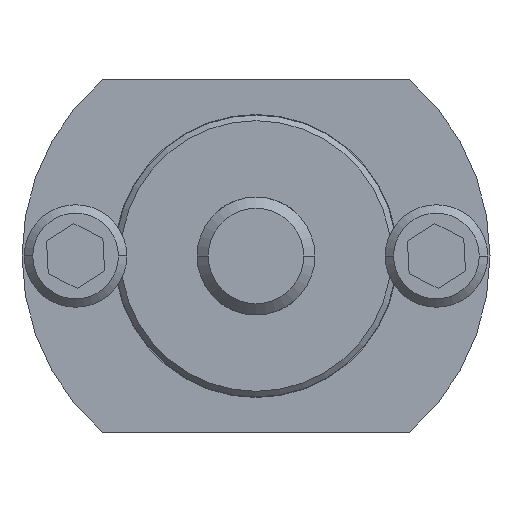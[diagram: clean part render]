
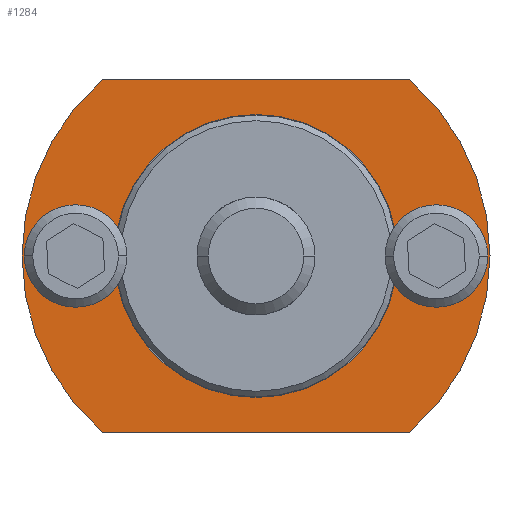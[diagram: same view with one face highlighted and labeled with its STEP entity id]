
A CAD part, front view. The second image highlights one B-rep face of the part: STEP entity #1284.
In plain terms, the highlighted planar face has unit normal (0, -1, 0).
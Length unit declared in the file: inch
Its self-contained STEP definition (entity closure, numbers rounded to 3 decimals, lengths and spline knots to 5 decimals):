
#1 = VERTEX_POINT ( 'NONE', #2766 ) ;
#19 = EDGE_CURVE ( 'NONE', #1839, #2371, #821, .T. ) ;
#21 = DIRECTION ( 'NONE',  ( -1., 0., 0. ) ) ;
#96 = DIRECTION ( 'NONE',  ( 0., 1., 0. ) ) ;
#103 = VERTEX_POINT ( 'NONE', #990 ) ;
#179 = CARTESIAN_POINT ( 'NONE',  ( 0.10141, 0., 0.31855 ) ) ;
#248 = ORIENTED_EDGE ( 'NONE', *, *, #2665, .F. ) ;
#287 = ORIENTED_EDGE ( 'NONE', *, *, #2787, .F. ) ;
#346 = DIRECTION ( 'NONE',  ( 0., 0., 1. ) ) ;
#369 = AXIS2_PLACEMENT_3D ( 'NONE', #1906, #941, #1448 ) ;
#400 = DIRECTION ( 'NONE',  ( 1., 0., 0. ) ) ;
#712 = DIRECTION ( 'NONE',  ( 0., 1., 0. ) ) ;
#786 = ORIENTED_EDGE ( 'NONE', *, *, #2682, .T. ) ;
#797 = CARTESIAN_POINT ( 'NONE',  ( -0.17167, 0., 0.63105 ) ) ;
#821 = CIRCLE ( 'NONE', #369, 0.251 ) ;
#873 = DIRECTION ( 'NONE',  ( 0., 1., 0. ) ) ;
#886 = DIRECTION ( 'NONE',  ( 0., 1., 0. ) ) ;
#941 = DIRECTION ( 'NONE',  ( 0., 1., 0. ) ) ;
#965 = DIRECTION ( 'NONE',  ( 0., 1., 0. ) ) ;
#986 = EDGE_CURVE ( 'NONE', #2371, #1839, #1529, .T. ) ;
#988 = CARTESIAN_POINT ( 'NONE',  ( 0.10141, 0., 0.31855 ) ) ;
#990 = CARTESIAN_POINT ( 'NONE',  ( 0.42141, 0., 0.2761 ) ) ;
#1020 = AXIS2_PLACEMENT_3D ( 'NONE', #1511, #96, #1752 ) ;
#1039 = CIRCLE ( 'NONE', #2580, 0.04245 ) ;
#1051 = FACE_OUTER_BOUND ( 'NONE', #2982, .T. ) ;
#1110 = CIRCLE ( 'NONE', #2412, 0.415 ) ;
#1135 = CARTESIAN_POINT ( 'NONE',  ( 0.10141, 0., 0.06755 ) ) ;
#1168 = EDGE_LOOP ( 'NONE', ( #2158, #2419 ) ) ;
#1221 = DIRECTION ( 'NONE',  ( 1., 0., 0. ) ) ;
#1284 = ADVANCED_FACE ( 'NONE', ( #1051, #3028, #2369, #1706 ), #2479, .F. ) ;
#1298 = CIRCLE ( 'NONE', #2034, 0.04245 ) ;
#1448 = DIRECTION ( 'NONE',  ( 1., 0., 0. ) ) ;
#1458 = ORIENTED_EDGE ( 'NONE', *, *, #2937, .F. ) ;
#1460 = VECTOR ( 'NONE', #21, 39.37008 ) ;
#1478 = VERTEX_POINT ( 'NONE', #2220 ) ;
#1486 = EDGE_CURVE ( 'NONE', #1, #2179, #1963, .T. ) ;
#1511 = CARTESIAN_POINT ( 'NONE',  ( 0.10141, 0., 0.31855 ) ) ;
#1529 = CIRCLE ( 'NONE', #2903, 0.251 ) ;
#1590 = CARTESIAN_POINT ( 'NONE',  ( -0.21859, 0., 0.2761 ) ) ;
#1706 = FACE_BOUND ( 'NONE', #1168, .T. ) ;
#1709 = VERTEX_POINT ( 'NONE', #2820 ) ;
#1726 = AXIS2_PLACEMENT_3D ( 'NONE', #2152, #712, #2379 ) ;
#1752 = DIRECTION ( 'NONE',  ( -1., 0., 0. ) ) ;
#1765 = EDGE_LOOP ( 'NONE', ( #2469, #2408 ) ) ;
#1779 = DIRECTION ( 'NONE',  ( 0., 1., 0. ) ) ;
#1835 = AXIS2_PLACEMENT_3D ( 'NONE', #2952, #1779, #346 ) ;
#1838 = DIRECTION ( 'NONE',  ( 0., 1., 0. ) ) ;
#1839 = VERTEX_POINT ( 'NONE', #2302 ) ;
#1841 = EDGE_LOOP ( 'NONE', ( #786, #2847 ) ) ;
#1843 = VERTEX_POINT ( 'NONE', #2081 ) ;
#1906 = CARTESIAN_POINT ( 'NONE',  ( 0.10141, 0., 0.31855 ) ) ;
#1931 = VERTEX_POINT ( 'NONE', #2100 ) ;
#1963 = LINE ( 'NONE', #797, #2507 ) ;
#2023 = ORIENTED_EDGE ( 'NONE', *, *, #1486, .F. ) ;
#2034 = AXIS2_PLACEMENT_3D ( 'NONE', #2386, #965, #2637 ) ;
#2081 = CARTESIAN_POINT ( 'NONE',  ( -0.17167, 0., 0.00605 ) ) ;
#2089 = CIRCLE ( 'NONE', #1726, 0.04245 ) ;
#2100 = CARTESIAN_POINT ( 'NONE',  ( 0.42141, 0., 0.361 ) ) ;
#2104 = CARTESIAN_POINT ( 'NONE',  ( 0.37448, 0., 0.63105 ) ) ;
#2138 = CIRCLE ( 'NONE', #3030, 0.04245 ) ;
#2152 = CARTESIAN_POINT ( 'NONE',  ( -0.21859, 0., 0.31855 ) ) ;
#2158 = ORIENTED_EDGE ( 'NONE', *, *, #986, .T. ) ;
#2179 = VERTEX_POINT ( 'NONE', #2104 ) ;
#2220 = CARTESIAN_POINT ( 'NONE',  ( -0.21859, 0., 0.361 ) ) ;
#2275 = VERTEX_POINT ( 'NONE', #1590 ) ;
#2297 = CARTESIAN_POINT ( 'NONE',  ( 0.42141, 0., 0.31855 ) ) ;
#2302 = CARTESIAN_POINT ( 'NONE',  ( 0.10141, 0., 0.56955 ) ) ;
#2317 = CARTESIAN_POINT ( 'NONE',  ( -0.21859, 0., 0.31855 ) ) ;
#2369 = FACE_BOUND ( 'NONE', #1841, .T. ) ;
#2371 = VERTEX_POINT ( 'NONE', #1135 ) ;
#2379 = DIRECTION ( 'NONE',  ( 0., 0., -1. ) ) ;
#2386 = CARTESIAN_POINT ( 'NONE',  ( 0.42141, 0., 0.31855 ) ) ;
#2408 = ORIENTED_EDGE ( 'NONE', *, *, #2463, .T. ) ;
#2412 = AXIS2_PLACEMENT_3D ( 'NONE', #179, #1838, #400 ) ;
#2419 = ORIENTED_EDGE ( 'NONE', *, *, #19, .T. ) ;
#2463 = EDGE_CURVE ( 'NONE', #1931, #103, #2138, .T. ) ;
#2469 = ORIENTED_EDGE ( 'NONE', *, *, #2858, .T. ) ;
#2471 = DIRECTION ( 'NONE',  ( 1., 0., 0. ) ) ;
#2479 = PLANE ( 'NONE',  #1835 ) ;
#2507 = VECTOR ( 'NONE', #2471, 39.37008 ) ;
#2552 = DIRECTION ( 'NONE',  ( 0., 0., -1. ) ) ;
#2564 = DIRECTION ( 'NONE',  ( 0., 0., -1. ) ) ;
#2580 = AXIS2_PLACEMENT_3D ( 'NONE', #2317, #886, #2564 ) ;
#2637 = DIRECTION ( 'NONE',  ( 0., 0., -1. ) ) ;
#2659 = DIRECTION ( 'NONE',  ( 0., 1., 0. ) ) ;
#2665 = EDGE_CURVE ( 'NONE', #1843, #1, #1110, .T. ) ;
#2682 = EDGE_CURVE ( 'NONE', #2275, #1478, #1039, .T. ) ;
#2754 = CIRCLE ( 'NONE', #1020, 0.415 ) ;
#2766 = CARTESIAN_POINT ( 'NONE',  ( -0.17167, 0., 0.63105 ) ) ;
#2787 = EDGE_CURVE ( 'NONE', #1709, #1843, #2875, .T. ) ;
#2807 = EDGE_CURVE ( 'NONE', #1478, #2275, #2089, .T. ) ;
#2820 = CARTESIAN_POINT ( 'NONE',  ( 0.37448, 0., 0.00605 ) ) ;
#2847 = ORIENTED_EDGE ( 'NONE', *, *, #2807, .T. ) ;
#2857 = CARTESIAN_POINT ( 'NONE',  ( 0.37448, 0., 0.00605 ) ) ;
#2858 = EDGE_CURVE ( 'NONE', #103, #1931, #1298, .T. ) ;
#2875 = LINE ( 'NONE', #2857, #1460 ) ;
#2903 = AXIS2_PLACEMENT_3D ( 'NONE', #988, #2659, #1221 ) ;
#2937 = EDGE_CURVE ( 'NONE', #2179, #1709, #2754, .T. ) ;
#2952 = CARTESIAN_POINT ( 'NONE',  ( 0.10141, 0., 0.31855 ) ) ;
#2982 = EDGE_LOOP ( 'NONE', ( #248, #287, #1458, #2023 ) ) ;
#3028 = FACE_BOUND ( 'NONE', #1765, .T. ) ;
#3030 = AXIS2_PLACEMENT_3D ( 'NONE', #2297, #873, #2552 ) ;
